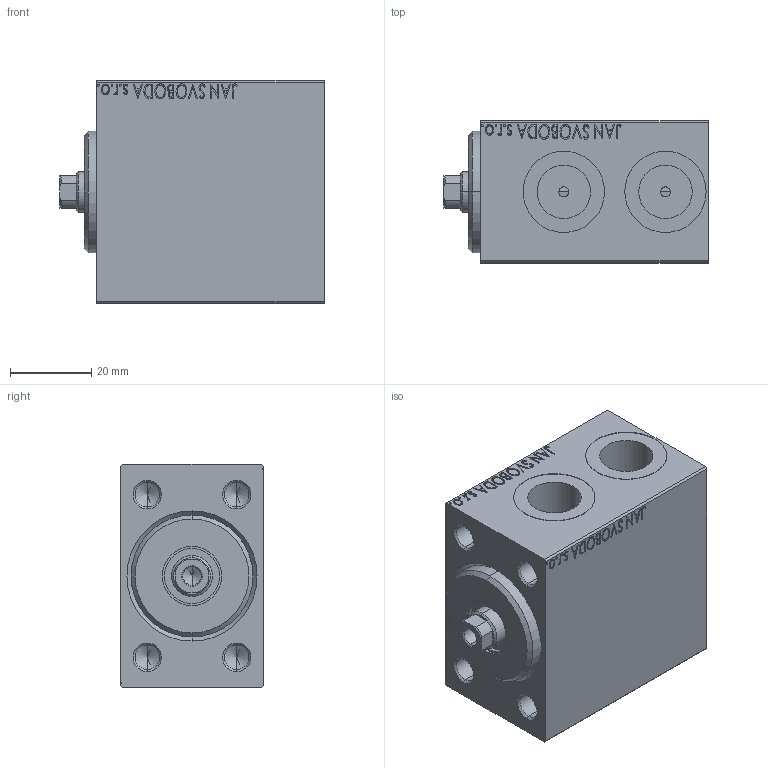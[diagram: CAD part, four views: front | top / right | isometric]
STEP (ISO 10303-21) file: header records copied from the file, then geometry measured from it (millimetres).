
FILE_DESCRIPTION (( 'STEP AP203' ), '1' );
FILE_NAME ('35c8.STEP', '2022-04-17T14:08:36', ( '' ), ( '' ), 'SwSTEP 2.0', 'SolidWorks 2019', '' );
FILE_SCHEMA (( 'CONFIG_CONTROL_DESIGN' ));
Length unit declared in the file: millimetre
Products named in the file (4): 35c8; V450CM_B_VCP 391b5f7ac7f7a6616efd7edf102692b3; V450CM_B_Body 391b5f7ac7f7a6616efd7edf102692b3; V450CM_VC_B 391b5f7ac7f7a6616efd7edf102692b3
Assembly tree (3 placements, depth 2):
  35c8
    V450CM_B_Body 391b5f7ac7f7a6616efd7edf102692b3
    V450CM_B_VCP 391b5f7ac7f7a6616efd7edf102692b3
    V450CM_VC_B 391b5f7ac7f7a6616efd7edf102692b3
Bounding box: 65 x 35 x 55 mm (x, y, z)
Volume: 102528 mm3; surface area: 25989.5 mm2
Topology: 3 solids, 3 shells, 881 faces, 2259 edges, 1479 vertices
Faces by surface type: plane 401, bspline 380, cylinder 54, cone 46
Entity records: 44377 total; most frequent: CARTESIAN_POINT 25175, ORIENTED_EDGE 4482, DIRECTION 2617, EDGE_CURVE 2241, VERTEX_POINT 1479, VECTOR 1331, LINE 1331, EDGE_LOOP 1000
